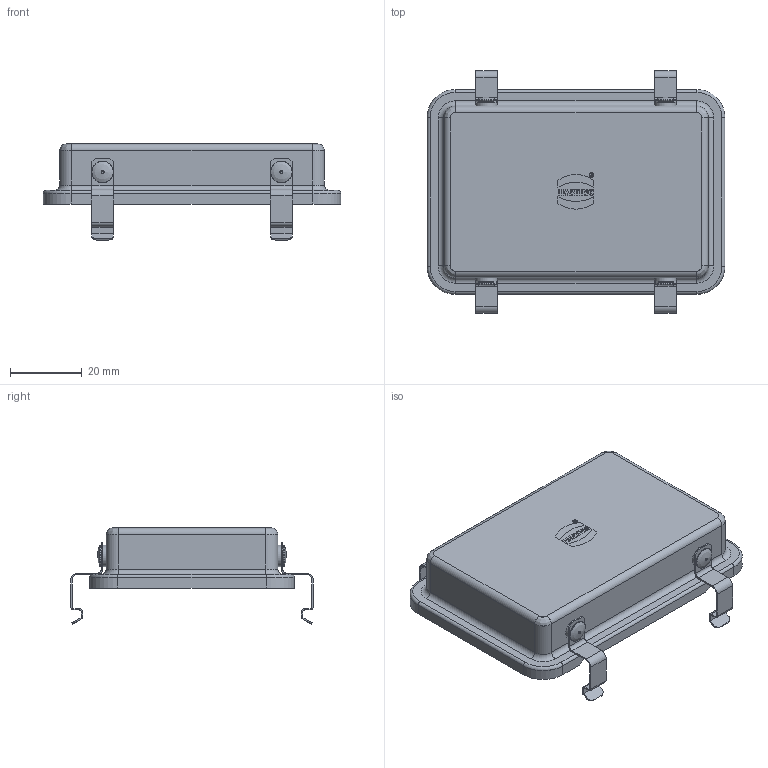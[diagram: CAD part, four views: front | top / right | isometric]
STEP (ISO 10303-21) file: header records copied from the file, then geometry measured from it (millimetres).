
FILE_DESCRIPTION(/* description */ (''),/* implementation_level */ '2;1');
FILE_NAME(/* name */ '100105977ugm000_c.stp',/* time_stamp */ '2017-10-27T14:06:36+02:00',/* author */ (''),/* organization */ (''),/* preprocessor_version */ 'ST-DEVELOPER v16',/* originating_system */ 'SIEMENS PLM Software NX 10.0',/* authorisation */ '');
FILE_SCHEMA (('AUTOMOTIVE_DESIGN { 1 0 10303 214 3 1 1 1 }'));
Length unit declared in the file: millimetre
Products named in the file (1): 100105977ugm000_c
Bounding box: 83.24 x 67.8 x 26.87 mm (x, y, z)
Volume: 3182.5 mm3; surface area: 18268.1 mm2
Topology: 1 solids, 1 shells, 263 faces, 825 edges, 672 vertices
Faces by surface type: plane 123, cylinder 96, bspline 16, torus 16, cone 8, revolution 4
Full cylindrical faces by diameter (mm): 5 x4, 6 x4
Entity records: 10830 total; most frequent: CARTESIAN_POINT 2119, DIRECTION 1503, ORIENTED_EDGE 1404, EDGE_CURVE 702, AXIS2_PLACEMENT_3D 500, LINE 499, VECTOR 499, VERTEX_POINT 494
